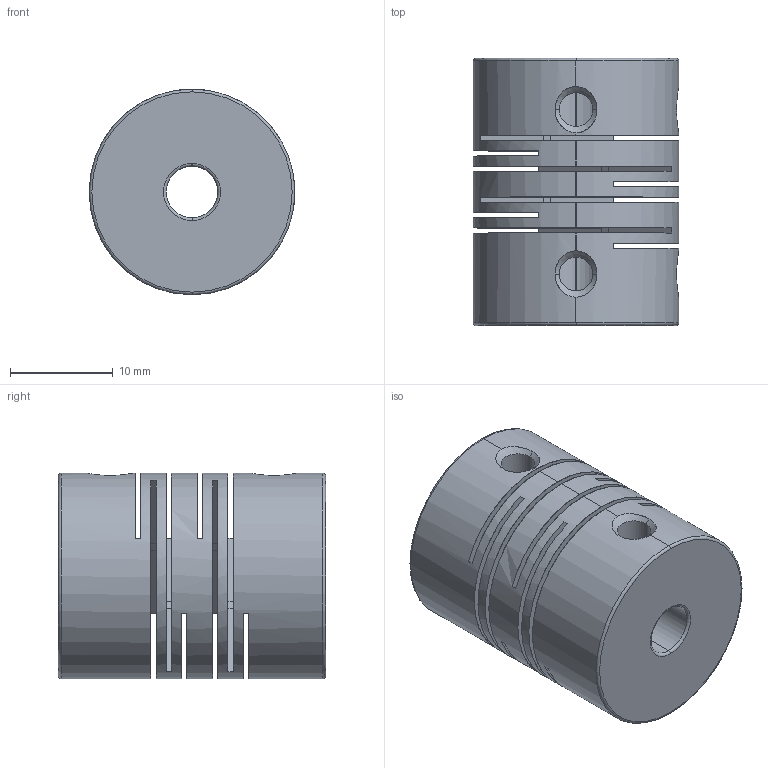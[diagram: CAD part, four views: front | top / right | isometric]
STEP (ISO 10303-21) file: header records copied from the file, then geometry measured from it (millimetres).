
FILE_DESCRIPTION(/* description */ (''),/* implementation_level */ '2;1');
FILE_NAME(/* name */ 'NEMA17_Coupler.step',/* time_stamp */ '2020-11-08T06:50:30-05:00',/* author */ (''),/* organization */ (''),/* preprocessor_version */ 'ST-DEVELOPER v18.1',/* originating_system */ 'Autodesk Translation Framework v9.3.0.1241',/* authorisation */ '');
FILE_SCHEMA (('AUTOMOTIVE_DESIGN { 1 0 10303 214 3 1 1 }'));
Length unit declared in the file: millimetre
Products named in the file (2): NEMA17_Coupler; NEMA17_Coupler_1
Assembly tree (1 placements, depth 2):
  NEMA17_Coupler
    NEMA17_Coupler_1
Bounding box: 20 x 26 x 20 mm (x, y, z)
Surface area: 5750.2 mm2 (no closed solid volume)
Topology: 0 solids, 73 shells, 73 faces, 453 edges, 453 vertices
Faces by surface type: plane 33, cylinder 21, torus 11, cone 8
Entity records: 9349 total; most frequent: CARTESIAN_POINT 5746, DIRECTION 736, VERTEX_POINT 453, EDGE_CURVE 453, ORIENTED_EDGE 453, AXIS2_PLACEMENT_3D 257, LINE 222, VECTOR 222
